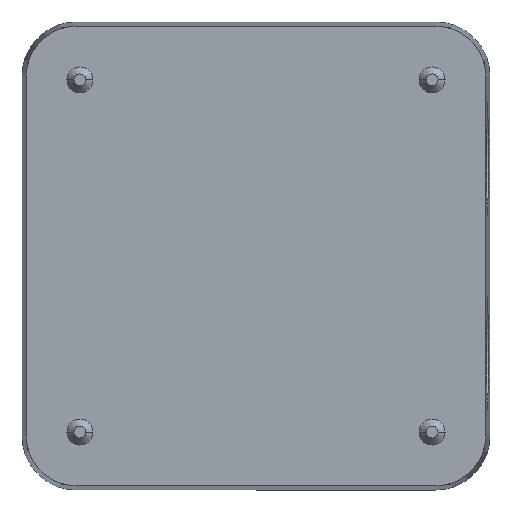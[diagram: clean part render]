
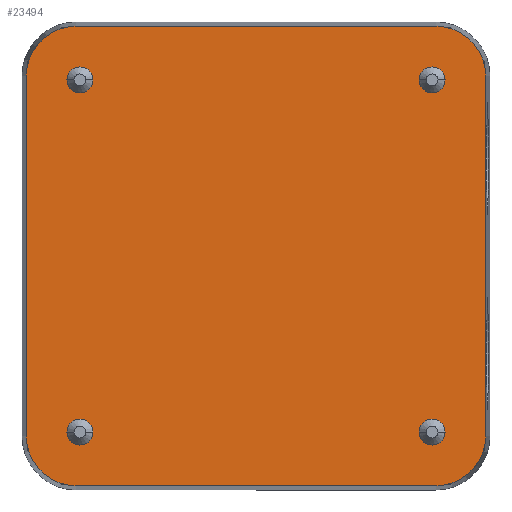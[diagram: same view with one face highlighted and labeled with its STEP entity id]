
A CAD part, front view. The second image highlights one B-rep face of the part: STEP entity #23494.
In plain terms, the highlighted planar face has unit normal (0, -1, 0).
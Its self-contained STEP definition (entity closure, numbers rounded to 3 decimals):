
#403 = DIRECTION ( 'NONE',  ( -1., 0., 0. ) ) ;
#712 = AXIS2_PLACEMENT_3D ( 'NONE', #30579, #24516, #24894 ) ;
#960 = DIRECTION ( 'NONE',  ( 0., 1., 0. ) ) ;
#1613 = ORIENTED_EDGE ( 'NONE', *, *, #18367, .F. ) ;
#2082 = EDGE_LOOP ( 'NONE', ( #27374, #27435 ) ) ;
#2296 = EDGE_CURVE ( 'NONE', #8782, #20071, #4747, .T. ) ;
#2681 = DIRECTION ( 'NONE',  ( 0., 0., -1. ) ) ;
#2929 = CARTESIAN_POINT ( 'NONE',  ( 33.2, -44.9, -42.416 ) ) ;
#3065 = AXIS2_PLACEMENT_3D ( 'NONE', #4372, #36374, #15904 ) ;
#3363 = DIRECTION ( 'NONE',  ( 0., 0., 1. ) ) ;
#3489 = CIRCLE ( 'NONE', #10104, 2.4 ) ;
#3835 = DIRECTION ( 'NONE',  ( 0., -1., 0. ) ) ;
#4023 = ORIENTED_EDGE ( 'NONE', *, *, #28320, .F. ) ;
#4059 = DIRECTION ( 'NONE',  ( -1., 0., 0. ) ) ;
#4068 = EDGE_CURVE ( 'NONE', #15727, #10858, #19944, .T. ) ;
#4372 = CARTESIAN_POINT ( 'NONE',  ( -32.5, -44.9, -32.5 ) ) ;
#4446 = CARTESIAN_POINT ( 'NONE',  ( 32.5, -44.9, -32.5 ) ) ;
#4747 = CIRCLE ( 'NONE', #33783, 9.216 ) ;
#4976 = VERTEX_POINT ( 'NONE', #34508 ) ;
#5031 = CARTESIAN_POINT ( 'NONE',  ( 33.2, -44.9, -33.2 ) ) ;
#5237 = VERTEX_POINT ( 'NONE', #28225 ) ;
#5811 = EDGE_CURVE ( 'NONE', #26776, #32910, #6703, .T. ) ;
#6085 = CARTESIAN_POINT ( 'NONE',  ( -32.5, -44.9, -32.5 ) ) ;
#6202 = VERTEX_POINT ( 'NONE', #2929 ) ;
#6250 = CARTESIAN_POINT ( 'NONE',  ( 42.416, -44.9, -33.2 ) ) ;
#6697 = DIRECTION ( 'NONE',  ( 0., -1., 0. ) ) ;
#6703 = CIRCLE ( 'NONE', #32721, 2.4 ) ;
#6792 = CARTESIAN_POINT ( 'NONE',  ( -32.5, -44.9, 32.5 ) ) ;
#6937 = DIRECTION ( 'NONE',  ( 0., 1., 0. ) ) ;
#7414 = AXIS2_PLACEMENT_3D ( 'NONE', #18526, #960, #29545 ) ;
#7762 = AXIS2_PLACEMENT_3D ( 'NONE', #4446, #10635, #10449 ) ;
#7925 = CIRCLE ( 'NONE', #712, 9.216 ) ;
#8278 = ORIENTED_EDGE ( 'NONE', *, *, #5811, .F. ) ;
#8378 = CARTESIAN_POINT ( 'NONE',  ( -34.9, -44.9, 32.5 ) ) ;
#8450 = CARTESIAN_POINT ( 'NONE',  ( -42.416, -44.9, -33.2 ) ) ;
#8624 = CIRCLE ( 'NONE', #7414, 9.216 ) ;
#8666 = EDGE_CURVE ( 'NONE', #32910, #26776, #26212, .T. ) ;
#8782 = VERTEX_POINT ( 'NONE', #30511 ) ;
#8883 = EDGE_CURVE ( 'NONE', #28563, #36968, #37319, .T. ) ;
#9044 = ORIENTED_EDGE ( 'NONE', *, *, #8883, .F. ) ;
#9391 = CARTESIAN_POINT ( 'NONE',  ( -33.2, -44.9, 33.2 ) ) ;
#9425 = DIRECTION ( 'NONE',  ( -1., 0., 0. ) ) ;
#9848 = LINE ( 'NONE', #19331, #11700 ) ;
#9986 = EDGE_CURVE ( 'NONE', #6202, #8782, #9848, .T. ) ;
#10104 = AXIS2_PLACEMENT_3D ( 'NONE', #6792, #30091, #9425 ) ;
#10449 = DIRECTION ( 'NONE',  ( -1., 0., 0. ) ) ;
#10635 = DIRECTION ( 'NONE',  ( 0., -1., 0. ) ) ;
#10858 = VERTEX_POINT ( 'NONE', #35657 ) ;
#11111 = CARTESIAN_POINT ( 'NONE',  ( -30.1, -44.9, -32.5 ) ) ;
#11281 = DIRECTION ( 'NONE',  ( 1., 0., 0. ) ) ;
#11388 = EDGE_LOOP ( 'NONE', ( #18902, #8278 ) ) ;
#11700 = VECTOR ( 'NONE', #33172, 1000. ) ;
#12038 = CIRCLE ( 'NONE', #17505, 9.216 ) ;
#12272 = VECTOR ( 'NONE', #2681, 1000. ) ;
#12313 = CARTESIAN_POINT ( 'NONE',  ( 34.9, -44.9, 32.5 ) ) ;
#12406 = DIRECTION ( 'NONE',  ( -1., 0., 0. ) ) ;
#12924 = CARTESIAN_POINT ( 'NONE',  ( 34.9, -44.9, -32.5 ) ) ;
#12965 = CARTESIAN_POINT ( 'NONE',  ( 42.416, -44.9, 33.2 ) ) ;
#13212 = DIRECTION ( 'NONE',  ( 0., 1., 0. ) ) ;
#13361 = EDGE_CURVE ( 'NONE', #16659, #30594, #3489, .T. ) ;
#13401 = CARTESIAN_POINT ( 'NONE',  ( 30.1, -44.9, -32.5 ) ) ;
#13534 = FACE_BOUND ( 'NONE', #2082, .T. ) ;
#13848 = AXIS2_PLACEMENT_3D ( 'NONE', #5031, #33445, #16190 ) ;
#14157 = LINE ( 'NONE', #37282, #18814 ) ;
#14311 = DIRECTION ( 'NONE',  ( 0., -1., 0. ) ) ;
#14486 = EDGE_CURVE ( 'NONE', #5237, #28563, #8624, .T. ) ;
#15326 = EDGE_CURVE ( 'NONE', #28864, #30045, #24106, .T. ) ;
#15364 = DIRECTION ( 'NONE',  ( -1., 0., 0. ) ) ;
#15727 = VERTEX_POINT ( 'NONE', #11111 ) ;
#15904 = DIRECTION ( 'NONE',  ( -1., 0., 0. ) ) ;
#16190 = DIRECTION ( 'NONE',  ( -1., 0., 0. ) ) ;
#16408 = ORIENTED_EDGE ( 'NONE', *, *, #2296, .F. ) ;
#16493 = ORIENTED_EDGE ( 'NONE', *, *, #37430, .F. ) ;
#16659 = VERTEX_POINT ( 'NONE', #17990 ) ;
#17075 = DIRECTION ( 'NONE',  ( 0., -1., 0. ) ) ;
#17167 = CARTESIAN_POINT ( 'NONE',  ( 32.5, -44.9, -32.5 ) ) ;
#17505 = AXIS2_PLACEMENT_3D ( 'NONE', #9391, #6937, #12406 ) ;
#17990 = CARTESIAN_POINT ( 'NONE',  ( -30.1, -44.9, 32.5 ) ) ;
#18052 = EDGE_LOOP ( 'NONE', ( #35748, #27466 ) ) ;
#18367 = EDGE_CURVE ( 'NONE', #20071, #23559, #23429, .T. ) ;
#18526 = CARTESIAN_POINT ( 'NONE',  ( 33.2, -44.9, 33.2 ) ) ;
#18660 = FACE_OUTER_BOUND ( 'NONE', #24357, .T. ) ;
#18814 = VECTOR ( 'NONE', #11281, 1000. ) ;
#18902 = ORIENTED_EDGE ( 'NONE', *, *, #8666, .F. ) ;
#19221 = FACE_BOUND ( 'NONE', #18052, .T. ) ;
#19254 = AXIS2_PLACEMENT_3D ( 'NONE', #6085, #17075, #29213 ) ;
#19331 = CARTESIAN_POINT ( 'NONE',  ( -33.2, -44.9, -42.416 ) ) ;
#19416 = PLANE ( 'NONE',  #13848 ) ;
#19846 = DIRECTION ( 'NONE',  ( -1., 0., 0. ) ) ;
#19944 = CIRCLE ( 'NONE', #19254, 2.4 ) ;
#20046 = ORIENTED_EDGE ( 'NONE', *, *, #14486, .F. ) ;
#20071 = VERTEX_POINT ( 'NONE', #28678 ) ;
#20199 = DIRECTION ( 'NONE',  ( -1., 0., 0. ) ) ;
#20494 = EDGE_CURVE ( 'NONE', #30594, #16659, #33071, .T. ) ;
#21096 = CARTESIAN_POINT ( 'NONE',  ( 32.5, -44.9, 32.5 ) ) ;
#21716 = ORIENTED_EDGE ( 'NONE', *, *, #25385, .F. ) ;
#23068 = ORIENTED_EDGE ( 'NONE', *, *, #20494, .F. ) ;
#23301 = CARTESIAN_POINT ( 'NONE',  ( 42.416, -44.9, -33.2 ) ) ;
#23429 = LINE ( 'NONE', #8450, #33049 ) ;
#23494 = ADVANCED_FACE ( 'NONE', ( #27957, #13534, #18660, #19221, #24733 ), #19416, .T. ) ;
#23559 = VERTEX_POINT ( 'NONE', #29046 ) ;
#23723 = ORIENTED_EDGE ( 'NONE', *, *, #13361, .F. ) ;
#24106 = CIRCLE ( 'NONE', #7762, 2.4 ) ;
#24357 = EDGE_LOOP ( 'NONE', ( #16493, #9044, #20046, #4023, #21716, #1613, #16408, #25482 ) ) ;
#24516 = DIRECTION ( 'NONE',  ( 0., 1., 0. ) ) ;
#24733 = FACE_BOUND ( 'NONE', #34744, .T. ) ;
#24894 = DIRECTION ( 'NONE',  ( -1., 0., 0. ) ) ;
#25088 = CARTESIAN_POINT ( 'NONE',  ( 30.1, -44.9, 32.5 ) ) ;
#25385 = EDGE_CURVE ( 'NONE', #23559, #4976, #12038, .T. ) ;
#25482 = ORIENTED_EDGE ( 'NONE', *, *, #9986, .F. ) ;
#25813 = AXIS2_PLACEMENT_3D ( 'NONE', #29011, #32036, #403 ) ;
#26212 = CIRCLE ( 'NONE', #27431, 2.4 ) ;
#26652 = CIRCLE ( 'NONE', #3065, 2.4 ) ;
#26776 = VERTEX_POINT ( 'NONE', #12313 ) ;
#27374 = ORIENTED_EDGE ( 'NONE', *, *, #35672, .F. ) ;
#27431 = AXIS2_PLACEMENT_3D ( 'NONE', #29766, #3835, #15364 ) ;
#27435 = ORIENTED_EDGE ( 'NONE', *, *, #15326, .F. ) ;
#27466 = ORIENTED_EDGE ( 'NONE', *, *, #4068, .F. ) ;
#27957 = FACE_BOUND ( 'NONE', #11388, .T. ) ;
#28225 = CARTESIAN_POINT ( 'NONE',  ( 33.2, -44.9, 42.416 ) ) ;
#28320 = EDGE_CURVE ( 'NONE', #4976, #5237, #14157, .T. ) ;
#28563 = VERTEX_POINT ( 'NONE', #12965 ) ;
#28678 = CARTESIAN_POINT ( 'NONE',  ( -42.416, -44.9, -33.2 ) ) ;
#28864 = VERTEX_POINT ( 'NONE', #12924 ) ;
#29011 = CARTESIAN_POINT ( 'NONE',  ( -32.5, -44.9, 32.5 ) ) ;
#29046 = CARTESIAN_POINT ( 'NONE',  ( -42.416, -44.9, 33.2 ) ) ;
#29213 = DIRECTION ( 'NONE',  ( -1., 0., 0. ) ) ;
#29545 = DIRECTION ( 'NONE',  ( -1., 0., 0. ) ) ;
#29649 = CIRCLE ( 'NONE', #33258, 2.4 ) ;
#29766 = CARTESIAN_POINT ( 'NONE',  ( 32.5, -44.9, 32.5 ) ) ;
#30045 = VERTEX_POINT ( 'NONE', #13401 ) ;
#30091 = DIRECTION ( 'NONE',  ( 0., -1., 0. ) ) ;
#30511 = CARTESIAN_POINT ( 'NONE',  ( -33.2, -44.9, -42.416 ) ) ;
#30579 = CARTESIAN_POINT ( 'NONE',  ( 33.2, -44.9, -33.2 ) ) ;
#30594 = VERTEX_POINT ( 'NONE', #8378 ) ;
#32036 = DIRECTION ( 'NONE',  ( 0., -1., 0. ) ) ;
#32721 = AXIS2_PLACEMENT_3D ( 'NONE', #21096, #6697, #4059 ) ;
#32910 = VERTEX_POINT ( 'NONE', #25088 ) ;
#33049 = VECTOR ( 'NONE', #3363, 1000. ) ;
#33071 = CIRCLE ( 'NONE', #25813, 2.4 ) ;
#33172 = DIRECTION ( 'NONE',  ( -1., 0., 0. ) ) ;
#33258 = AXIS2_PLACEMENT_3D ( 'NONE', #17167, #14311, #20199 ) ;
#33445 = DIRECTION ( 'NONE',  ( 0., -1., 0. ) ) ;
#33685 = CARTESIAN_POINT ( 'NONE',  ( -33.2, -44.9, -33.2 ) ) ;
#33783 = AXIS2_PLACEMENT_3D ( 'NONE', #33685, #13212, #19846 ) ;
#34508 = CARTESIAN_POINT ( 'NONE',  ( -33.2, -44.9, 42.416 ) ) ;
#34744 = EDGE_LOOP ( 'NONE', ( #23068, #23723 ) ) ;
#34918 = EDGE_CURVE ( 'NONE', #10858, #15727, #26652, .T. ) ;
#35657 = CARTESIAN_POINT ( 'NONE',  ( -34.9, -44.9, -32.5 ) ) ;
#35672 = EDGE_CURVE ( 'NONE', #30045, #28864, #29649, .T. ) ;
#35748 = ORIENTED_EDGE ( 'NONE', *, *, #34918, .F. ) ;
#36374 = DIRECTION ( 'NONE',  ( 0., -1., 0. ) ) ;
#36968 = VERTEX_POINT ( 'NONE', #6250 ) ;
#37282 = CARTESIAN_POINT ( 'NONE',  ( -33.2, -44.9, 42.416 ) ) ;
#37319 = LINE ( 'NONE', #23301, #12272 ) ;
#37430 = EDGE_CURVE ( 'NONE', #36968, #6202, #7925, .T. ) ;
